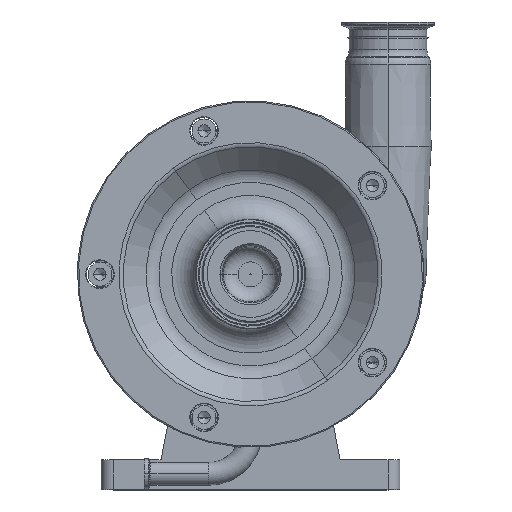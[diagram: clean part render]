
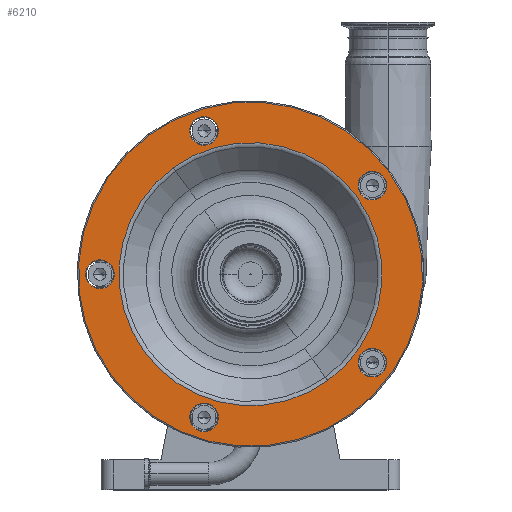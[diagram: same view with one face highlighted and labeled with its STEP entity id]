
A CAD part, top view. The second image highlights one B-rep face of the part: STEP entity #6210.
In plain terms, the highlighted planar face has unit normal (0, 0, 1).
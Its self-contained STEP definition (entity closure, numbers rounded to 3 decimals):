
#31 = ORIENTED_EDGE ( 'NONE', *, *, #16760, .F. ) ;
#150 = VERTEX_POINT ( 'NONE', #13011 ) ;
#195 = EDGE_LOOP ( 'NONE', ( #552, #10505 ) ) ;
#219 = CIRCLE ( 'NONE', #5852, 12. ) ;
#240 = CARTESIAN_POINT ( 'NONE',  ( 0., 180., 220. ) ) ;
#471 = CARTESIAN_POINT ( 'NONE',  ( -31.883, 50.459, 220. ) ) ;
#473 = DIRECTION ( 'NONE',  ( 0., 0., 1. ) ) ;
#523 = DIRECTION ( 'NONE',  ( 0.588, -0.809, 0. ) ) ;
#552 = ORIENTED_EDGE ( 'NONE', *, *, #5081, .F. ) ;
#736 = EDGE_CURVE ( 'NONE', #17674, #19136, #10131, .T. ) ;
#897 = ORIENTED_EDGE ( 'NONE', *, *, #10213, .F. ) ;
#1102 = CARTESIAN_POINT ( 'NONE',  ( 101.936, 105.939, 220. ) ) ;
#1662 = DIRECTION ( 'NONE',  ( 0.588, -0.809, 0. ) ) ;
#1745 = DIRECTION ( 'NONE',  ( 0.588, -0.809, 0. ) ) ;
#1923 = DIRECTION ( 'NONE',  ( 0., 0., 1. ) ) ;
#2322 = DIRECTION ( 'NONE',  ( 0.588, -0.809, 0. ) ) ;
#2343 = ORIENTED_EDGE ( 'NONE', *, *, #15489, .F. ) ;
#2409 = DIRECTION ( 'NONE',  ( 0.588, -0.809, 0. ) ) ;
#2599 = CIRCLE ( 'NONE', #13506, 12. ) ;
#2763 = ORIENTED_EDGE ( 'NONE', *, *, #18927, .F. ) ;
#2811 = ORIENTED_EDGE ( 'NONE', *, *, #6544, .T. ) ;
#3018 = CARTESIAN_POINT ( 'NONE',  ( -38.936, 299.833, 220. ) ) ;
#3103 = AXIS2_PLACEMENT_3D ( 'NONE', #3497, #473, #15519 ) ;
#3270 = ORIENTED_EDGE ( 'NONE', *, *, #11209, .F. ) ;
#3352 = VERTEX_POINT ( 'NONE', #471 ) ;
#3359 = EDGE_LOOP ( 'NONE', ( #897, #3706 ) ) ;
#3412 = CARTESIAN_POINT ( 'NONE',  ( 94.883, 263.769, 220. ) ) ;
#3497 = CARTESIAN_POINT ( 'NONE',  ( 101.936, 254.061, 220. ) ) ;
#3706 = ORIENTED_EDGE ( 'NONE', *, *, #14231, .F. ) ;
#3781 = FACE_BOUND ( 'NONE', #3359, .T. ) ;
#3869 = CIRCLE ( 'NONE', #9468, 12. ) ;
#3886 = FACE_BOUND ( 'NONE', #9998, .T. ) ;
#3964 = CARTESIAN_POINT ( 'NONE',  ( 0., 180., 220. ) ) ;
#3987 = CARTESIAN_POINT ( 'NONE',  ( 64.698, 90.951, 220. ) ) ;
#4170 = EDGE_CURVE ( 'NONE', #17930, #15072, #13947, .T. ) ;
#4203 = AXIS2_PLACEMENT_3D ( 'NONE', #12745, #1923, #2409 ) ;
#4408 = CARTESIAN_POINT ( 'NONE',  ( 84.641, 63.502, 220. ) ) ;
#4416 = CIRCLE ( 'NONE', #6903, 144. ) ;
#4468 = EDGE_CURVE ( 'NONE', #4683, #5888, #4918, .T. ) ;
#4683 = VERTEX_POINT ( 'NONE', #12664 ) ;
#4734 = ORIENTED_EDGE ( 'NONE', *, *, #15535, .F. ) ;
#4918 = CIRCLE ( 'NONE', #18947, 12. ) ;
#4980 = DIRECTION ( 'NONE',  ( 0., 0., 1. ) ) ;
#5081 = EDGE_CURVE ( 'NONE', #19136, #17674, #16179, .T. ) ;
#5360 = CARTESIAN_POINT ( 'NONE',  ( -38.936, 60.167, 220. ) ) ;
#5529 = DIRECTION ( 'NONE',  ( 0.588, -0.809, 0. ) ) ;
#5549 = DIRECTION ( 'NONE',  ( 0., 0., -1. ) ) ;
#5636 = AXIS2_PLACEMENT_3D ( 'NONE', #16264, #9111, #10285 ) ;
#5852 = AXIS2_PLACEMENT_3D ( 'NONE', #3018, #7798, #1745 ) ;
#5877 = DIRECTION ( 'NONE',  ( 0., 0., 1. ) ) ;
#5888 = VERTEX_POINT ( 'NONE', #11415 ) ;
#5980 = DIRECTION ( 'NONE',  ( 0.588, -0.809, 0. ) ) ;
#6111 = DIRECTION ( 'NONE',  ( 0., 0., 1. ) ) ;
#6210 = ADVANCED_FACE ( 'NONE', ( #17460, #3781, #3886, #6807, #8470, #17561, #11189 ), #18709, .F. ) ;
#6544 = EDGE_CURVE ( 'NONE', #15072, #17930, #4416, .T. ) ;
#6807 = FACE_BOUND ( 'NONE', #10250, .T. ) ;
#6826 = EDGE_LOOP ( 'NONE', ( #2763, #18275 ) ) ;
#6903 = AXIS2_PLACEMENT_3D ( 'NONE', #3964, #12628, #5529 ) ;
#7077 = CARTESIAN_POINT ( 'NONE',  ( 108.99, 244.353, 220. ) ) ;
#7217 = AXIS2_PLACEMENT_3D ( 'NONE', #17518, #11637, #5980 ) ;
#7572 = CARTESIAN_POINT ( 'NONE',  ( 101.936, 105.939, 220. ) ) ;
#7696 = VERTEX_POINT ( 'NONE', #12347 ) ;
#7720 = ORIENTED_EDGE ( 'NONE', *, *, #13418, .F. ) ;
#7798 = DIRECTION ( 'NONE',  ( 0., 0., 1. ) ) ;
#7831 = ORIENTED_EDGE ( 'NONE', *, *, #12791, .F. ) ;
#8356 = CARTESIAN_POINT ( 'NONE',  ( -45.99, 69.875, 220. ) ) ;
#8470 = FACE_BOUND ( 'NONE', #8896, .T. ) ;
#8896 = EDGE_LOOP ( 'NONE', ( #2343, #7831 ) ) ;
#8961 = CARTESIAN_POINT ( 'NONE',  ( 0., 180., 220. ) ) ;
#9111 = DIRECTION ( 'NONE',  ( 0., 0., 1. ) ) ;
#9207 = ORIENTED_EDGE ( 'NONE', *, *, #4170, .T. ) ;
#9234 = CARTESIAN_POINT ( 'NONE',  ( 108.99, 96.231, 220. ) ) ;
#9269 = CARTESIAN_POINT ( 'NONE',  ( -38.936, 60.167, 220. ) ) ;
#9436 = CARTESIAN_POINT ( 'NONE',  ( 101.936, 254.061, 220. ) ) ;
#9468 = AXIS2_PLACEMENT_3D ( 'NONE', #9269, #4980, #12104 ) ;
#9998 = EDGE_LOOP ( 'NONE', ( #31, #7720 ) ) ;
#10131 = CIRCLE ( 'NONE', #14839, 12. ) ;
#10213 = EDGE_CURVE ( 'NONE', #3352, #12287, #3869, .T. ) ;
#10250 = EDGE_LOOP ( 'NONE', ( #3270, #4734 ) ) ;
#10285 = DIRECTION ( 'NONE',  ( 0.588, -0.809, 0. ) ) ;
#10417 = DIRECTION ( 'NONE',  ( 0.588, -0.809, 0. ) ) ;
#10421 = CIRCLE ( 'NONE', #4203, 12. ) ;
#10505 = ORIENTED_EDGE ( 'NONE', *, *, #736, .F. ) ;
#10850 = DIRECTION ( 'NONE',  ( 0., 0., 1. ) ) ;
#11189 = FACE_BOUND ( 'NONE', #6826, .T. ) ;
#11209 = EDGE_CURVE ( 'NONE', #17087, #17719, #11512, .T. ) ;
#11300 = DIRECTION ( 'NONE',  ( 0., 0., 1. ) ) ;
#11415 = CARTESIAN_POINT ( 'NONE',  ( -31.883, 290.125, 220. ) ) ;
#11512 = CIRCLE ( 'NONE', #3103, 12. ) ;
#11637 = DIRECTION ( 'NONE',  ( 0., 0., 1. ) ) ;
#11870 = VERTEX_POINT ( 'NONE', #3987 ) ;
#11942 = CIRCLE ( 'NONE', #14459, 110.071 ) ;
#12054 = DIRECTION ( 'NONE',  ( 0.588, -0.809, 0. ) ) ;
#12104 = DIRECTION ( 'NONE',  ( 0.588, -0.809, 0. ) ) ;
#12287 = VERTEX_POINT ( 'NONE', #8356 ) ;
#12347 = CARTESIAN_POINT ( 'NONE',  ( -118.947, 170.292, 220. ) ) ;
#12546 = DIRECTION ( 'NONE',  ( 0.588, -0.809, 0. ) ) ;
#12628 = DIRECTION ( 'NONE',  ( 0., 0., 1. ) ) ;
#12634 = VERTEX_POINT ( 'NONE', #12997 ) ;
#12664 = CARTESIAN_POINT ( 'NONE',  ( -45.99, 309.541, 220. ) ) ;
#12698 = AXIS2_PLACEMENT_3D ( 'NONE', #240, #10850, #523 ) ;
#12745 = CARTESIAN_POINT ( 'NONE',  ( -126., 180., 220. ) ) ;
#12791 = EDGE_CURVE ( 'NONE', #150, #11870, #15642, .T. ) ;
#12799 = AXIS2_PLACEMENT_3D ( 'NONE', #15709, #5549, #14435 ) ;
#12997 = CARTESIAN_POINT ( 'NONE',  ( -133.053, 189.708, 220. ) ) ;
#13011 = CARTESIAN_POINT ( 'NONE',  ( -64.698, 269.049, 220. ) ) ;
#13278 = CARTESIAN_POINT ( 'NONE',  ( -38.936, 299.833, 220. ) ) ;
#13418 = EDGE_CURVE ( 'NONE', #12634, #7696, #14040, .T. ) ;
#13465 = CIRCLE ( 'NONE', #18757, 12. ) ;
#13506 = AXIS2_PLACEMENT_3D ( 'NONE', #9436, #13836, #12546 ) ;
#13836 = DIRECTION ( 'NONE',  ( 0., 0., 1. ) ) ;
#13947 = CIRCLE ( 'NONE', #12698, 144. ) ;
#14040 = CIRCLE ( 'NONE', #5636, 12. ) ;
#14231 = EDGE_CURVE ( 'NONE', #12287, #3352, #13465, .T. ) ;
#14298 = AXIS2_PLACEMENT_3D ( 'NONE', #7572, #6111, #12054 ) ;
#14357 = CARTESIAN_POINT ( 'NONE',  ( -84.641, 296.498, 220. ) ) ;
#14435 = DIRECTION ( 'NONE',  ( -0.588, 0.809, 0. ) ) ;
#14459 = AXIS2_PLACEMENT_3D ( 'NONE', #8961, #19210, #10417 ) ;
#14839 = AXIS2_PLACEMENT_3D ( 'NONE', #1102, #18758, #18953 ) ;
#15072 = VERTEX_POINT ( 'NONE', #4408 ) ;
#15489 = EDGE_CURVE ( 'NONE', #11870, #150, #11942, .T. ) ;
#15519 = DIRECTION ( 'NONE',  ( 0.588, -0.809, 0. ) ) ;
#15535 = EDGE_CURVE ( 'NONE', #17719, #17087, #2599, .T. ) ;
#15642 = CIRCLE ( 'NONE', #7217, 110.071 ) ;
#15709 = CARTESIAN_POINT ( 'NONE',  ( 116.498, 264.641, 220. ) ) ;
#16179 = CIRCLE ( 'NONE', #14298, 12. ) ;
#16230 = CARTESIAN_POINT ( 'NONE',  ( 94.883, 115.647, 220. ) ) ;
#16264 = CARTESIAN_POINT ( 'NONE',  ( -126., 180., 220. ) ) ;
#16760 = EDGE_CURVE ( 'NONE', #7696, #12634, #10421, .T. ) ;
#17087 = VERTEX_POINT ( 'NONE', #7077 ) ;
#17460 = FACE_BOUND ( 'NONE', #195, .T. ) ;
#17518 = CARTESIAN_POINT ( 'NONE',  ( 0., 180., 220. ) ) ;
#17561 = FACE_OUTER_BOUND ( 'NONE', #18049, .T. ) ;
#17674 = VERTEX_POINT ( 'NONE', #16230 ) ;
#17719 = VERTEX_POINT ( 'NONE', #3412 ) ;
#17930 = VERTEX_POINT ( 'NONE', #14357 ) ;
#18049 = EDGE_LOOP ( 'NONE', ( #2811, #9207 ) ) ;
#18275 = ORIENTED_EDGE ( 'NONE', *, *, #4468, .F. ) ;
#18709 = PLANE ( 'NONE',  #12799 ) ;
#18757 = AXIS2_PLACEMENT_3D ( 'NONE', #5360, #11300, #2322 ) ;
#18758 = DIRECTION ( 'NONE',  ( 0., 0., 1. ) ) ;
#18927 = EDGE_CURVE ( 'NONE', #5888, #4683, #219, .T. ) ;
#18947 = AXIS2_PLACEMENT_3D ( 'NONE', #13278, #5877, #1662 ) ;
#18953 = DIRECTION ( 'NONE',  ( 0.588, -0.809, 0. ) ) ;
#19136 = VERTEX_POINT ( 'NONE', #9234 ) ;
#19210 = DIRECTION ( 'NONE',  ( 0., 0., 1. ) ) ;
